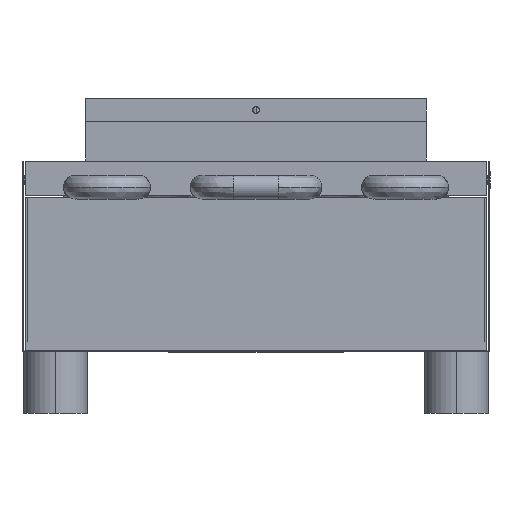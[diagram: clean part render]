
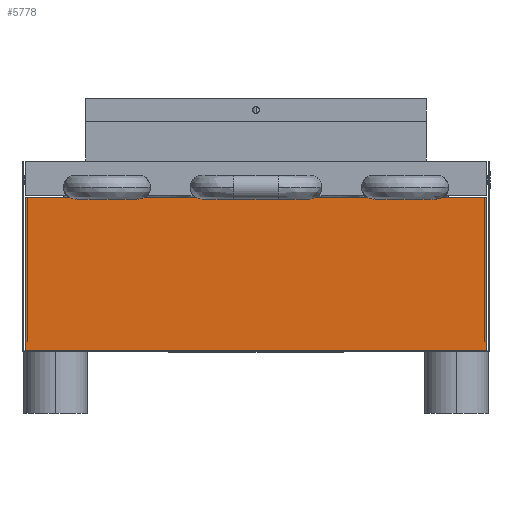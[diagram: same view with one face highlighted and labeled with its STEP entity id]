
A CAD part, left-side view. The second image highlights one B-rep face of the part: STEP entity #5778.
In plain terms, the highlighted planar face has unit normal (-1, 0, 0).
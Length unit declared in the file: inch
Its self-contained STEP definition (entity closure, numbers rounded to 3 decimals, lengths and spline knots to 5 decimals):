
#319 = VERTEX_POINT ( 'NONE', #9434 ) ;
#504 = LINE ( 'NONE', #6168, #10237 ) ;
#876 = VECTOR ( 'NONE', #3258, 39.37008 ) ;
#989 = EDGE_CURVE ( 'NONE', #7258, #10111, #1214, .T. ) ;
#1114 = CARTESIAN_POINT ( 'NONE',  ( 10.31547, 15.19793, 12.76494 ) ) ;
#1115 = VECTOR ( 'NONE', #7967, 39.37008 ) ;
#1214 = LINE ( 'NONE', #9665, #3441 ) ;
#1710 = CARTESIAN_POINT ( 'NONE',  ( 10.31547, 18.83793, 9.77494 ) ) ;
#2287 = CARTESIAN_POINT ( 'NONE',  ( 10.31547, 18.85793, 9.77494 ) ) ;
#2303 = CARTESIAN_POINT ( 'NONE',  ( 10.31547, 15.19793, 12.20494 ) ) ;
#2329 = CARTESIAN_POINT ( 'NONE',  ( 10.31547, 18.83793, 12.20494 ) ) ;
#2431 = DIRECTION ( 'NONE',  ( 0., 0., 1. ) ) ;
#2950 = EDGE_CURVE ( 'NONE', #319, #7258, #5287, .T. ) ;
#3004 = PLANE ( 'NONE',  #5197 ) ;
#3258 = DIRECTION ( 'NONE',  ( 0., 1., 0. ) ) ;
#3441 = VECTOR ( 'NONE', #4965, 39.37008 ) ;
#3648 = LINE ( 'NONE', #2287, #1115 ) ;
#3941 = EDGE_CURVE ( 'NONE', #8217, #10111, #3648, .T. ) ;
#4881 = DIRECTION ( 'NONE',  ( -1., 0., 0. ) ) ;
#4965 = DIRECTION ( 'NONE',  ( 0., 0., -1. ) ) ;
#5189 = ORIENTED_EDGE ( 'NONE', *, *, #2950, .T. ) ;
#5197 = AXIS2_PLACEMENT_3D ( 'NONE', #1114, #4881, #11459 ) ;
#5287 = LINE ( 'NONE', #2303, #876 ) ;
#5459 = ORIENTED_EDGE ( 'NONE', *, *, #989, .T. ) ;
#5778 = ADVANCED_FACE ( 'NONE', ( #5970 ), #3004, .T. ) ;
#5970 = FACE_OUTER_BOUND ( 'NONE', #10618, .T. ) ;
#6168 = CARTESIAN_POINT ( 'NONE',  ( 10.31547, 11.55793, 12.76494 ) ) ;
#6195 = CARTESIAN_POINT ( 'NONE',  ( 10.31547, 11.55793, 9.77494 ) ) ;
#6379 = EDGE_CURVE ( 'NONE', #8217, #319, #504, .T. ) ;
#7258 = VERTEX_POINT ( 'NONE', #2329 ) ;
#7967 = DIRECTION ( 'NONE',  ( 0., 1., 0. ) ) ;
#8217 = VERTEX_POINT ( 'NONE', #6195 ) ;
#8441 = ORIENTED_EDGE ( 'NONE', *, *, #3941, .F. ) ;
#9434 = CARTESIAN_POINT ( 'NONE',  ( 10.31547, 11.55793, 12.20494 ) ) ;
#9665 = CARTESIAN_POINT ( 'NONE',  ( 10.31547, 18.83793, 12.76494 ) ) ;
#10111 = VERTEX_POINT ( 'NONE', #1710 ) ;
#10237 = VECTOR ( 'NONE', #2431, 39.37008 ) ;
#10618 = EDGE_LOOP ( 'NONE', ( #11269, #5189, #5459, #8441 ) ) ;
#11269 = ORIENTED_EDGE ( 'NONE', *, *, #6379, .T. ) ;
#11459 = DIRECTION ( 'NONE',  ( 0., 0., 1. ) ) ;
